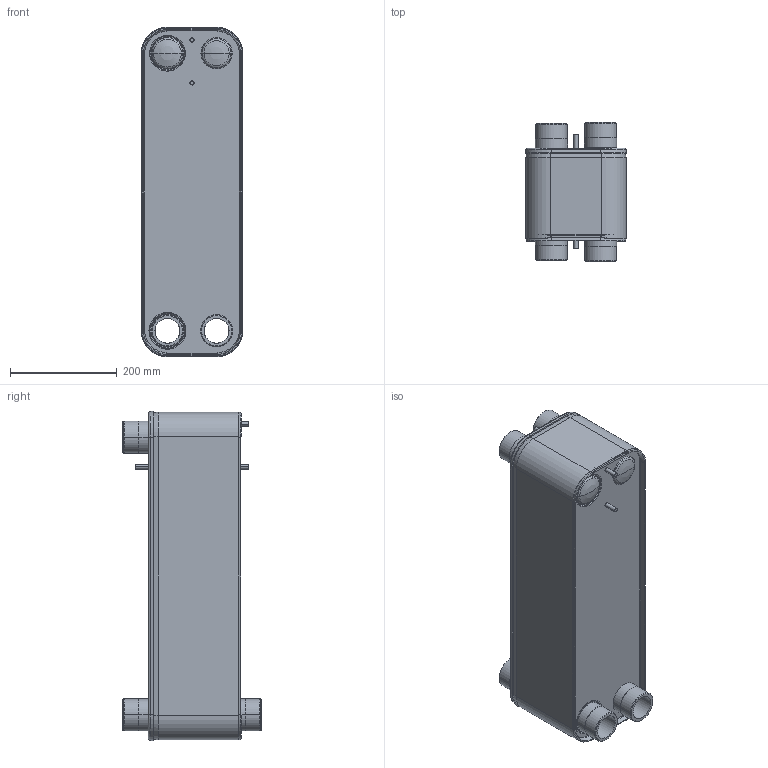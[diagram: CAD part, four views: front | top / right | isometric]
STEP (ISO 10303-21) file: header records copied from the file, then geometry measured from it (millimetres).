
FILE_DESCRIPTION((''),'2;1');
FILE_NAME('CB112_76L_3287119179_ASM','2015-07-01T',('CNSHIPU'),(''),'PRO/ENGINEER BY PARAMETRIC TECHNOLOGY CORPORATION, 2014200','PRO/ENGINEER BY PARAMETRIC TECHNOLOGY CORPORATION, 2014200','');
FILE_SCHEMA(('CONFIG_CONTROL_DESIGN'));
Length unit declared in the file: millimetre
Products named in the file (7): CB112_76_CH_BLOCK; CB112_FP_S1S2S3S4_51; CB112_PP_T1T4_51; B23_ISO_228-1; LABEL_STD; SB_M8_25; CB112_76L_3287119179_ASM
Assembly tree (14 placements, depth 2):
  CB112_76L_3287119179_ASM
    CB112_76_CH_BLOCK
    CB112_FP_S1S2S3S4_51
    CB112_PP_T1T4_51
    B23_ISO_228-1  x6
    LABEL_STD
    SB_M8_25  x4
Bounding box: 190.02 x 259.04 x 616.22 mm (x, y, z)
Volume: 16911444.4 mm3; surface area: 1228474.4 mm2
Topology: 22 solids, 28 shells, 697 faces, 1621 edges, 1002 vertices
Faces by surface type: plane 281, cylinder 156, cone 124, torus 112, bspline 16, sphere 8
Entity records: 15885 total; most frequent: CARTESIAN_POINT 3283, DIRECTION 2687, ORIENTED_EDGE 2502, EDGE_CURVE 1253, AXIS2_PLACEMENT_3D 980, VERTEX_POINT 784, VECTOR 727, LINE 727
